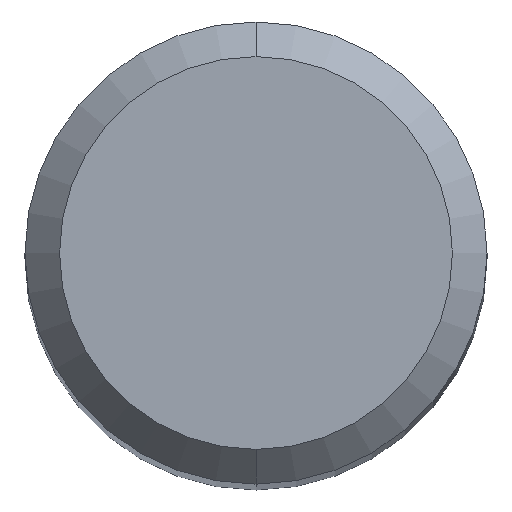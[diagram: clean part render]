
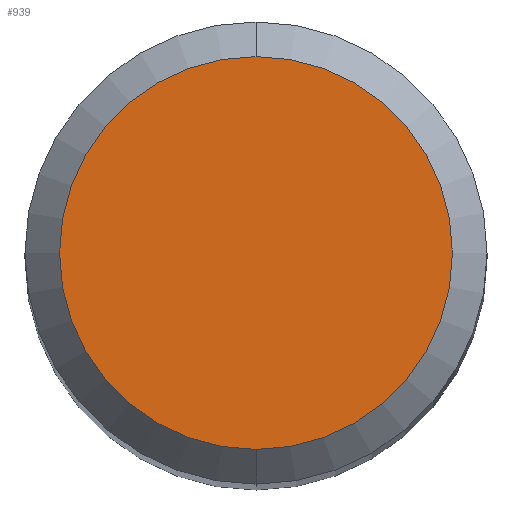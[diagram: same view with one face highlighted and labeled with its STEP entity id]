
A CAD part, top view. The second image highlights one B-rep face of the part: STEP entity #939.
In plain terms, the highlighted planar face has unit normal (0, 0, 1).
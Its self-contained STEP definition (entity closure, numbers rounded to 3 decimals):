
#665=EDGE_CURVE('',#1071,#843,#1537,.T.);
#783=EDGE_CURVE('',#843,#1071,#1662,.T.);
#843=VERTEX_POINT('',#1727);
#939=ADVANCED_FACE('',(#1830),#1831,.T.);
#1071=VERTEX_POINT('',#1979);
#1537=CIRCLE('',#3436,1.7);
#1662=CIRCLE('',#3985,1.7);
#1727=CARTESIAN_POINT('',(0.0,1.7,0.0));
#1830=FACE_OUTER_BOUND('',#4623,.T.);
#1831=PLANE('',#4624);
#1979=CARTESIAN_POINT('',(0.,-1.7,0.0));
#3436=AXIS2_PLACEMENT_3D('',#6486,#6487,#6488);
#3985=AXIS2_PLACEMENT_3D('',#6568,#6569,#6570);
#4623=EDGE_LOOP('',(#6734,#6735));
#4624=AXIS2_PLACEMENT_3D('',#6736,#6737,#6738);
#6486=CARTESIAN_POINT('',(0.0,0.0,0.0));
#6487=DIRECTION('',(0.0,0.0,-1.0));
#6488=DIRECTION('',(0.0,1.0,0.0));
#6568=CARTESIAN_POINT('',(0.0,0.0,0.0));
#6569=DIRECTION('',(0.0,0.0,-1.0));
#6570=DIRECTION('',(0.0,1.0,0.0));
#6734=ORIENTED_EDGE('',*,*,#783,.F.);
#6735=ORIENTED_EDGE('',*,*,#665,.F.);
#6736=CARTESIAN_POINT('',(0.0,0.85,0.0));
#6737=DIRECTION('',(-0.0,0.0,1.0));
#6738=DIRECTION('',(0.0,-1.0,0.0));
